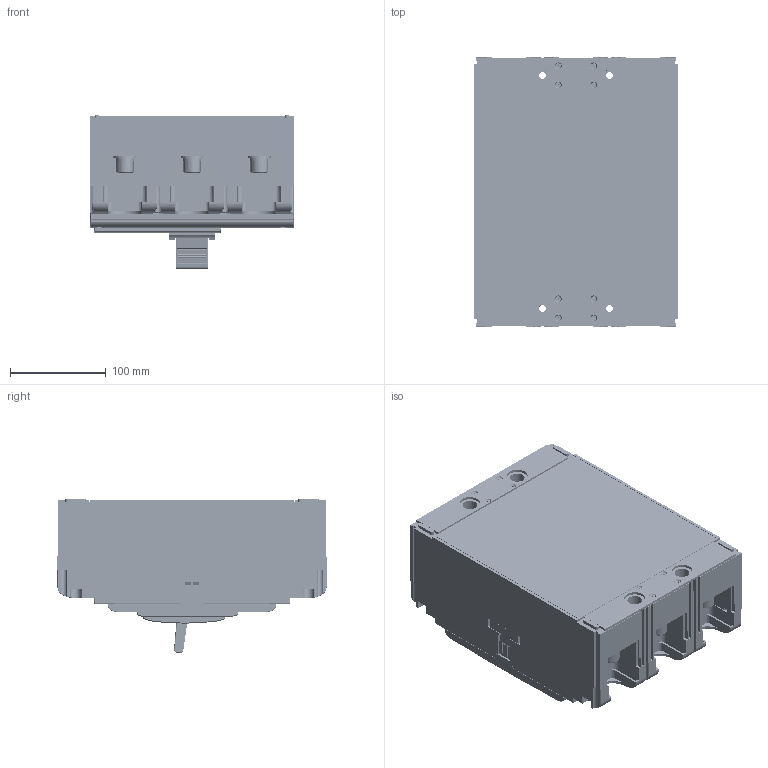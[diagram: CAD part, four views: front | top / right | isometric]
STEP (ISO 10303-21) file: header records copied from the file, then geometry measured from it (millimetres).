
FILE_DESCRIPTION((''),'2;1');
FILE_NAME('TGM1N-800-3P_ASM_ASM','2019-03-15T',('Administrator'),(''),'PRO/ENGINEER BY PARAMETRIC TECHNOLOGY CORPORATION, 2017170','PRO/ENGINEER BY PARAMETRIC TECHNOLOGY CORPORATION, 2017170','');
FILE_SCHEMA(('CONFIG_CONTROL_DESIGN'));
Products named in the file (45): 8TZD-024-1127_3_1; 5TZD-024-1070_ASM_7_ASM_1_ASM; 5TZD-257-1003_ASM_7_ASM_1; 5TZD-043-1020_ASM_2_ASM_1_ASM; 5TZD-233-1004_ASM_1_ASM_1; 8TZD-232-1002_2_1; 8TZD-206-1024_41_1; 5TZD-235-1005_ASM_1_ASM_1_ASM; 8TZD-993-1012_1_1; 6TZD-760-1026_ASM_1_ASM_1_ASM; 8TZD-585-1124_1_1; 8TZD-960-1006_1_1; 5TZD-420-1034_ASM_1_ASM_1_ASM; 5TZD-420-1035_ASM_4_ASM_1_ASM; 5TZD-552-1082_ASM_1_ASM_1; 5TZD-552-1084_ASM_1_ASM_1; 5TZD-420-1029_ASM_4_ASM_1_ASM; 5TZD-552-1081_ASM_10_ASM_1_ASM; 8TZD-585-1096_2_1; 5TZD-552-1083_ASM_9_ASM_1_ASM; 8TZD-585-1097_1_1; 8TZD-325-1011_1_1; 8TZD-325-1010_1_1; 8TZD-742-1164_1_1; 5TZD-253-1033_ASM_6_ASM_1; 2GB-T41-004_1_1; 3GB-T9074_8-015_1_1; 3GB-T9074_8-002_1_1; GB818-M5X18_1_1; 3GB-T846-007_1_1; 3GB-T819_1-022_1_1; 3GB-T9074-8-037_1_1; 3GB-T9074-8-038_1_1; GB-T97_1_1; GB-T93_1_1; GB-T70-1-2008_1_1; 8TZD-024-1095_1_1; 8TZD-024-1064_1_1; 8TZD_315_3111_18_1; 800-SHANGGAI-2_1_1 ...
Assembly tree (109 placements, depth 8):
  TGM1N-800-3P_ASM_ASM
    TGM1N-800-3P_ASM_1_ASM
      2TZD-259-1044-S_ASM_2_ASM_1_ASM
        5TZD-024-1070_ASM_7_ASM_1_ASM
          8TZD-024-1127_3_1
        6TZD-760-1026_ASM_1_ASM_1_ASM
          5TZD-043-1020_ASM_2_ASM_1_ASM
            5TZD-257-1003_ASM_7_ASM_1
          5TZD-233-1004_ASM_1_ASM_1
          5TZD-235-1005_ASM_1_ASM_1_ASM
            8TZD-232-1002_2_1
            8TZD-206-1024_41_1
          8TZD-993-1012_1_1  x2
        5TZD-552-1081_ASM_10_ASM_1_ASM
          5TZD-420-1029_ASM_4_ASM_1_ASM  x3
            5TZD-420-1035_ASM_4_ASM_1_ASM
              5TZD-420-1034_ASM_1_ASM_1_ASM
                8TZD-585-1124_1_1
                8TZD-960-1006_1_1  x2
            5TZD-552-1082_ASM_1_ASM_1
            5TZD-552-1084_ASM_1_ASM_1
        5TZD-552-1083_ASM_9_ASM_1_ASM  x3
          8TZD-585-1096_2_1
        8TZD-585-1097_1_1  x3
        8TZD-325-1011_1_1  x3
        8TZD-325-1010_1_1  x3
        8TZD-742-1164_1_1  x2
        5TZD-253-1033_ASM_6_ASM_1
        2GB-T41-004_1_1  x6
        3GB-T9074_8-015_1_1  x4
        3GB-T9074_8-002_1_1  x6
        GB818-M5X18_1_1  x3
        3GB-T846-007_1_1  x8
        3GB-T819_1-022_1_1  x3
        3GB-T9074-8-037_1_1  x12
        3GB-T9074-8-038_1_1  x2
        GB-T97_1_1  x6
        GB-T93_1_1  x6
        GB-T70-1-2008_1_1  x6
        8TZD-024-1095_1_1
        8TZD-024-1064_1_1
        ASM0001_ASM_1_ASM_1_ASM
          8TZD_315_3111_18_1
          800-SHANGGAI-2_1_1
      8TZD_253_6003_10
      8TZD-024-1095_1_1
Bounding box: 212 x 281 x 160.87 mm (x, y, z)
Volume: 5443122.6 mm3; surface area: 914887.1 mm2
Topology: 96 solids, 102 shells, 6052 faces, 16253 edges, 10367 vertices
Faces by surface type: plane 3334, cylinder 1530, torus 492, cone 390, sphere 161, bspline 140, extrusion 5
Entity records: 142211 total; most frequent: CARTESIAN_POINT 39274, ORIENTED_EDGE 21606, DIRECTION 21162, EDGE_CURVE 10803, VECTOR 7088, LINE 7083, AXIS2_PLACEMENT_3D 7037, VERTEX_POINT 7008
